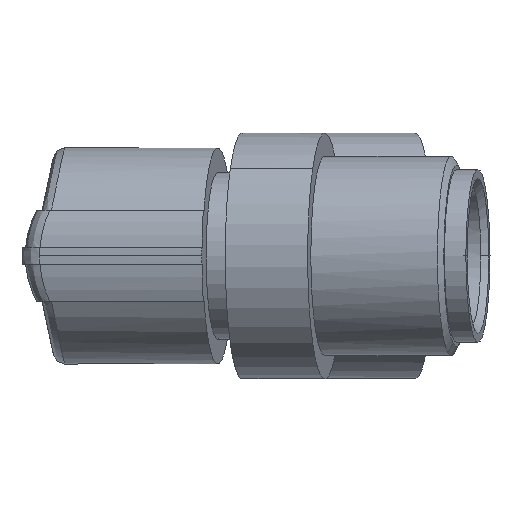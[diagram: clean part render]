
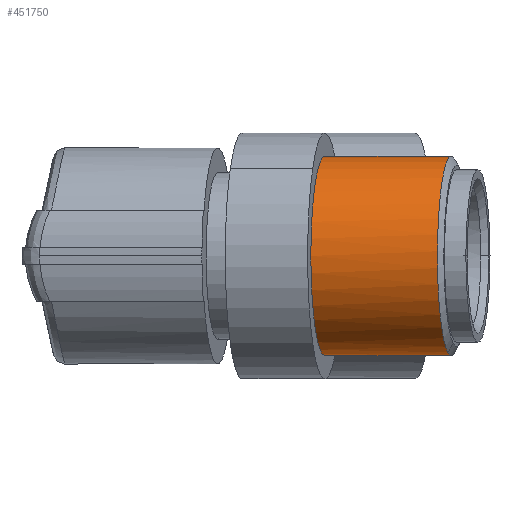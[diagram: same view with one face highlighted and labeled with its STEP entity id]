
A CAD part, left-side view. The second image highlights one B-rep face of the part: STEP entity #451750.
In plain terms, the highlighted cylindrical face has radius 6 mm (diameter 12 mm), a partial arc.
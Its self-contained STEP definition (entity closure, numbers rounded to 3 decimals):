
#430590=CARTESIAN_POINT('',(12.296,41.797,
212.444));
#430600=DIRECTION('',(-0.7,0.7,
0.139));
#430610=DIRECTION('',(-0.707,-0.707,
0.));
#430620=AXIS2_PLACEMENT_3D('',#430590,#430600,#430610);
#430630=CIRCLE('',#430620,6.);
#430640=CARTESIAN_POINT('',(8.053,37.554,
212.444));
#430650=VERTEX_POINT('',#430640);
#430660=CARTESIAN_POINT('',(16.538,46.04,
212.444));
#430670=VERTEX_POINT('',#430660);
#430680=EDGE_CURVE('',#430650,#430670,#430630,.T.);
#430880=CARTESIAN_POINT('',(6.694,47.399,
213.558));
#430890=DIRECTION('',(-0.7,0.7,
0.139));
#430900=DIRECTION('',(-0.707,-0.707,
0.));
#430910=AXIS2_PLACEMENT_3D('',#430880,#430890,#430900);
#430920=CYLINDRICAL_SURFACE('',#430910,6.);
#430930=CARTESIAN_POINT('',(10.936,51.641,
213.558));
#430940=DIRECTION('',(-0.7,0.7,
0.139));
#430950=VECTOR('',#430940,1.);
#430960=LINE('',#430930,#430950);
#430970=CARTESIAN_POINT('',(11.159,51.419,
213.513));
#430980=VERTEX_POINT('',#430970);
#430990=EDGE_CURVE('',#430670,#430980,#430960,.T.);
#431010=CARTESIAN_POINT('',(6.916,47.176,
213.513));
#431020=DIRECTION('',(0.7,-0.7,
-0.139));
#431030=DIRECTION('',(0.708,0.658,
0.256));
#431040=AXIS2_PLACEMENT_3D('',#431010,#431020,#431030);
#431050=CIRCLE('',#431040,6.);
#431100=CARTESIAN_POINT('',(2.674,42.934,
213.513));
#431110=VERTEX_POINT('',#431100);
#431140=CARTESIAN_POINT('',(2.451,43.156,
213.558));
#431150=DIRECTION('',(-0.7,0.7,
0.139));
#431160=VECTOR('',#431150,1.);
#431170=LINE('',#431140,#431160);
#431180=EDGE_CURVE('',#430650,#431110,#431170,.T.);
#431420=CARTESIAN_POINT('',(11.167,51.122,
215.051));
#431430=VERTEX_POINT('',#431420);
#431460=EDGE_CURVE('',#431430,#431110,#431050,.T.);
#451630=ORIENTED_EDGE('',*,*,#430990,.T.);
#451640=ORIENTED_EDGE('',*,*,#430680,.T.);
#451650=ORIENTED_EDGE('',*,*,#431180,.F.);
#451660=ORIENTED_EDGE('',*,*,#431460,.T.);
#451670=CARTESIAN_POINT('',(11.181,51.389,
213.773));
#451680=VERTEX_POINT('',#451670);
#451690=EDGE_CURVE('',#451680,#431430,#431050,.T.);
#451700=ORIENTED_EDGE('',*,*,#451690,.T.);
#451710=EDGE_CURVE('',#430980,#451680,#431050,.T.);
#451720=ORIENTED_EDGE('',*,*,#451710,.T.);
#451730=EDGE_LOOP('',(#451720,#451700,#451660,#451650,#451640,#451630));
#451740=FACE_OUTER_BOUND('',#451730,.T.);
#451750=ADVANCED_FACE('',(#451740),#430920,.T.);
